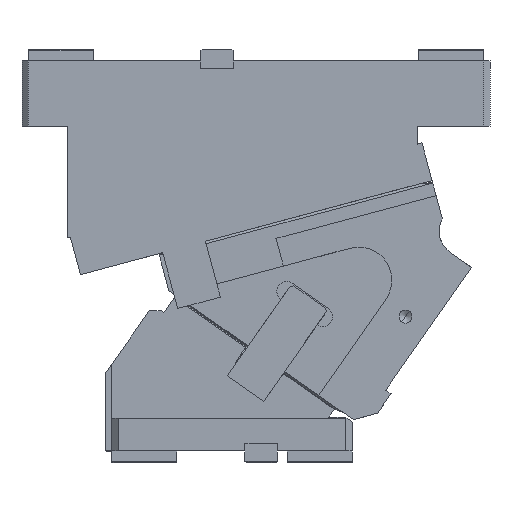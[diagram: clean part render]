
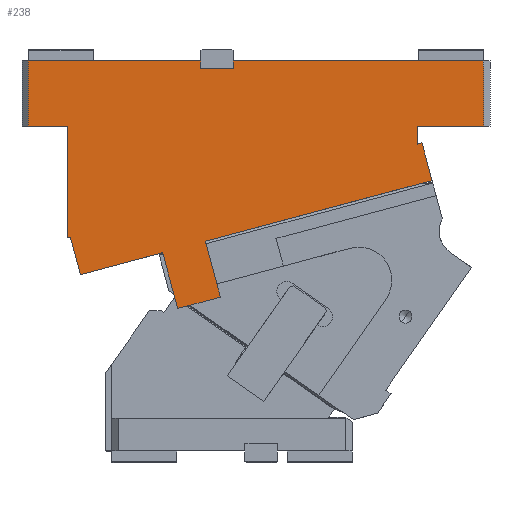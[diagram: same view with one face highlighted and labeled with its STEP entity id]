
A CAD part, front view. The second image highlights one B-rep face of the part: STEP entity #238.
In plain terms, the highlighted planar face has unit normal (0, -1, 0).
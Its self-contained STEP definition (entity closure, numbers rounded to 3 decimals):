
#52=CARTESIAN_POINT('Axis2P3D Location',(0.,-100.,0.)) ;
#57=CARTESIAN_POINT('Line Origine',(138.,-100.,-6.)) ;
#61=CARTESIAN_POINT('Vertex',(137.5,-100.,-6.)) ;
#63=CARTESIAN_POINT('Vertex',(138.5,-100.,-6.)) ;
#66=CARTESIAN_POINT('Line Origine',(137.5,-100.,-3.)) ;
#70=CARTESIAN_POINT('Vertex',(137.5,-100.,0.)) ;
#73=CARTESIAN_POINT('Line Origine',(71.25,-100.,0.)) ;
#77=CARTESIAN_POINT('Vertex',(5.,-100.,0.)) ;
#80=CARTESIAN_POINT('Line Origine',(5.,-100.,-25.)) ;
#84=CARTESIAN_POINT('Vertex',(5.,-100.,-50.)) ;
#87=CARTESIAN_POINT('Line Origine',(20.,-100.,-50.)) ;
#91=CARTESIAN_POINT('Vertex',(35.,-100.,-50.)) ;
#94=CARTESIAN_POINT('Line Origine',(35.,-100.,-92.75)) ;
#98=CARTESIAN_POINT('Vertex',(35.,-100.,-135.5)) ;
#101=CARTESIAN_POINT('Line Origine',(35.935,-100.,-135.5)) ;
#105=CARTESIAN_POINT('Vertex',(36.87,-100.,-135.5)) ;
#108=CARTESIAN_POINT('Line Origine',(37.039,-100.,-135.455)) ;
#112=CARTESIAN_POINT('Vertex',(37.208,-100.,-135.409)) ;
#116=CARTESIAN_POINT('Control Point',(44.972,-100.,-164.387)) ;
#117=CARTESIAN_POINT('Control Point',(37.208,-100.,-135.409)) ;
#118=CARTESIAN_POINT('Vertex',(44.972,-100.,-164.387)) ;
#122=CARTESIAN_POINT('Control Point',(108.24,-100.,-147.435)) ;
#123=CARTESIAN_POINT('Control Point',(44.972,-100.,-164.387)) ;
#124=CARTESIAN_POINT('Vertex',(108.24,-100.,-147.435)) ;
#127=CARTESIAN_POINT('Line Origine',(113.999,-100.,-168.926)) ;
#131=CARTESIAN_POINT('Vertex',(119.758,-100.,-190.418)) ;
#134=CARTESIAN_POINT('Line Origine',(136.179,-100.,-186.018)) ;
#138=CARTESIAN_POINT('Vertex',(152.599,-100.,-181.618)) ;
#141=CARTESIAN_POINT('Line Origine',(146.841,-100.,-160.127)) ;
#145=CARTESIAN_POINT('Vertex',(141.082,-100.,-138.635)) ;
#149=CARTESIAN_POINT('Control Point',(315.432,-100.,-91.918)) ;
#150=CARTESIAN_POINT('Control Point',(141.082,-100.,-138.635)) ;
#151=CARTESIAN_POINT('Vertex',(315.432,-100.,-91.918)) ;
#155=CARTESIAN_POINT('Control Point',(307.667,-100.,-62.94)) ;
#156=CARTESIAN_POINT('Control Point',(315.432,-100.,-91.918)) ;
#157=CARTESIAN_POINT('Vertex',(307.667,-100.,-62.94)) ;
#161=CARTESIAN_POINT('Control Point',(304.,-100.,-63.923)) ;
#162=CARTESIAN_POINT('Control Point',(307.667,-100.,-62.94)) ;
#163=CARTESIAN_POINT('Vertex',(304.,-100.,-63.923)) ;
#166=CARTESIAN_POINT('Line Origine',(304.,-100.,-56.961)) ;
#170=CARTESIAN_POINT('Vertex',(304.,-100.,-50.)) ;
#173=CARTESIAN_POINT('Line Origine',(329.5,-100.,-50.)) ;
#177=CARTESIAN_POINT('Vertex',(355.,-100.,-50.)) ;
#180=CARTESIAN_POINT('Line Origine',(355.,-100.,-25.)) ;
#184=CARTESIAN_POINT('Vertex',(355.,-100.,0.)) ;
#187=CARTESIAN_POINT('Line Origine',(258.75,-100.,0.)) ;
#191=CARTESIAN_POINT('Vertex',(162.5,-100.,0.)) ;
#194=CARTESIAN_POINT('Line Origine',(162.5,-100.,-3.)) ;
#198=CARTESIAN_POINT('Vertex',(162.5,-100.,-6.)) ;
#201=CARTESIAN_POINT('Line Origine',(162.,-100.,-6.)) ;
#205=CARTESIAN_POINT('Vertex',(161.5,-100.,-6.)) ;
#208=CARTESIAN_POINT('Line Origine',(150.,-100.,-6.)) ;
#53=DIRECTION('Axis2P3D Direction',(0.,1.,0.)) ;
#54=DIRECTION('Axis2P3D XDirection',(0.,0.,1.)) ;
#58=DIRECTION('Vector Direction',(1.,0.,0.)) ;
#67=DIRECTION('Vector Direction',(0.,0.,1.)) ;
#74=DIRECTION('Vector Direction',(1.,0.,0.)) ;
#81=DIRECTION('Vector Direction',(0.,0.,-1.)) ;
#88=DIRECTION('Vector Direction',(1.,0.,0.)) ;
#95=DIRECTION('Vector Direction',(0.,0.,-1.)) ;
#102=DIRECTION('Vector Direction',(-1.,0.,0.)) ;
#109=DIRECTION('Vector Direction',(-0.966,0.,-0.259)) ;
#128=DIRECTION('Vector Direction',(-0.259,0.,0.966)) ;
#135=DIRECTION('Vector Direction',(0.966,0.,0.259)) ;
#142=DIRECTION('Vector Direction',(-0.259,0.,0.966)) ;
#167=DIRECTION('Vector Direction',(0.,0.,1.)) ;
#174=DIRECTION('Vector Direction',(-1.,0.,0.)) ;
#181=DIRECTION('Vector Direction',(0.,0.,1.)) ;
#188=DIRECTION('Vector Direction',(1.,0.,0.)) ;
#195=DIRECTION('Vector Direction',(0.,0.,-1.)) ;
#202=DIRECTION('Vector Direction',(1.,0.,0.)) ;
#209=DIRECTION('Vector Direction',(1.,0.,0.)) ;
#55=AXIS2_PLACEMENT_3D('Plane Axis2P3D',#52,#53,#54) ;
#214=ORIENTED_EDGE('',*,*,#65,.F.) ;
#215=ORIENTED_EDGE('',*,*,#72,.T.) ;
#216=ORIENTED_EDGE('',*,*,#79,.F.) ;
#217=ORIENTED_EDGE('',*,*,#86,.T.) ;
#218=ORIENTED_EDGE('',*,*,#93,.T.) ;
#219=ORIENTED_EDGE('',*,*,#100,.T.) ;
#220=ORIENTED_EDGE('',*,*,#107,.F.) ;
#221=ORIENTED_EDGE('',*,*,#114,.F.) ;
#222=ORIENTED_EDGE('',*,*,#120,.T.) ;
#223=ORIENTED_EDGE('',*,*,#126,.T.) ;
#224=ORIENTED_EDGE('',*,*,#133,.F.) ;
#225=ORIENTED_EDGE('',*,*,#140,.T.) ;
#226=ORIENTED_EDGE('',*,*,#147,.T.) ;
#227=ORIENTED_EDGE('',*,*,#153,.T.) ;
#228=ORIENTED_EDGE('',*,*,#159,.T.) ;
#229=ORIENTED_EDGE('',*,*,#165,.T.) ;
#230=ORIENTED_EDGE('',*,*,#172,.T.) ;
#231=ORIENTED_EDGE('',*,*,#179,.F.) ;
#232=ORIENTED_EDGE('',*,*,#186,.T.) ;
#233=ORIENTED_EDGE('',*,*,#193,.F.) ;
#234=ORIENTED_EDGE('',*,*,#200,.T.) ;
#235=ORIENTED_EDGE('',*,*,#207,.F.) ;
#236=ORIENTED_EDGE('',*,*,#212,.F.) ;
#59=VECTOR('Line Direction',#58,1.) ;
#68=VECTOR('Line Direction',#67,1.) ;
#75=VECTOR('Line Direction',#74,1.) ;
#82=VECTOR('Line Direction',#81,1.) ;
#89=VECTOR('Line Direction',#88,1.) ;
#96=VECTOR('Line Direction',#95,1.) ;
#103=VECTOR('Line Direction',#102,1.) ;
#110=VECTOR('Line Direction',#109,1.) ;
#129=VECTOR('Line Direction',#128,1.) ;
#136=VECTOR('Line Direction',#135,1.) ;
#143=VECTOR('Line Direction',#142,1.) ;
#168=VECTOR('Line Direction',#167,1.) ;
#175=VECTOR('Line Direction',#174,1.) ;
#182=VECTOR('Line Direction',#181,1.) ;
#189=VECTOR('Line Direction',#188,1.) ;
#196=VECTOR('Line Direction',#195,1.) ;
#203=VECTOR('Line Direction',#202,1.) ;
#210=VECTOR('Line Direction',#209,1.) ;
#238=ADVANCED_FACE('CAM HOLDER',(#237),#56,.F.) ;
#115=B_SPLINE_CURVE_WITH_KNOTS('',1,(#116,#117),.UNSPECIFIED.,.F.,.U.,(2,2),(0.,30.),.UNSPECIFIED.) ;
#121=B_SPLINE_CURVE_WITH_KNOTS('',1,(#122,#123),.UNSPECIFIED.,.F.,.U.,(2,2),(214.5,280.),.UNSPECIFIED.) ;
#148=B_SPLINE_CURVE_WITH_KNOTS('',1,(#149,#150),.UNSPECIFIED.,.F.,.U.,(2,2),(0.,180.5),.UNSPECIFIED.) ;
#154=B_SPLINE_CURVE_WITH_KNOTS('',1,(#155,#156),.UNSPECIFIED.,.F.,.U.,(2,2),(0.,30.),.UNSPECIFIED.) ;
#160=B_SPLINE_CURVE_WITH_KNOTS('',1,(#161,#162),.UNSPECIFIED.,.F.,.U.,(2,2),(276.204,280.),.UNSPECIFIED.) ;
#65=EDGE_CURVE('',#62,#64,#60,.T.) ;
#72=EDGE_CURVE('',#62,#71,#69,.T.) ;
#79=EDGE_CURVE('',#78,#71,#76,.T.) ;
#86=EDGE_CURVE('',#78,#85,#83,.T.) ;
#93=EDGE_CURVE('',#85,#92,#90,.T.) ;
#100=EDGE_CURVE('',#92,#99,#97,.T.) ;
#107=EDGE_CURVE('',#106,#99,#104,.T.) ;
#114=EDGE_CURVE('',#113,#106,#111,.T.) ;
#120=EDGE_CURVE('',#113,#119,#115,.F.) ;
#126=EDGE_CURVE('',#119,#125,#121,.F.) ;
#133=EDGE_CURVE('',#132,#125,#130,.T.) ;
#140=EDGE_CURVE('',#132,#139,#137,.T.) ;
#147=EDGE_CURVE('',#139,#146,#144,.T.) ;
#153=EDGE_CURVE('',#146,#152,#148,.F.) ;
#159=EDGE_CURVE('',#152,#158,#154,.F.) ;
#165=EDGE_CURVE('',#158,#164,#160,.F.) ;
#172=EDGE_CURVE('',#164,#171,#169,.T.) ;
#179=EDGE_CURVE('',#178,#171,#176,.T.) ;
#186=EDGE_CURVE('',#178,#185,#183,.T.) ;
#193=EDGE_CURVE('',#192,#185,#190,.T.) ;
#200=EDGE_CURVE('',#192,#199,#197,.T.) ;
#207=EDGE_CURVE('',#206,#199,#204,.T.) ;
#212=EDGE_CURVE('',#64,#206,#211,.T.) ;
#213=EDGE_LOOP('',(#214,#215,#216,#217,#218,#219,#220,#221,#222,#223,#224,#225,#226,#227,#228,#229,#230,#231,#232,#233,#234,#235,#236)) ;
#237=FACE_OUTER_BOUND('',#213,.T.) ;
#60=LINE('Line',#57,#59) ;
#69=LINE('Line',#66,#68) ;
#76=LINE('Line',#73,#75) ;
#83=LINE('Line',#80,#82) ;
#90=LINE('Line',#87,#89) ;
#97=LINE('Line',#94,#96) ;
#104=LINE('Line',#101,#103) ;
#111=LINE('Line',#108,#110) ;
#130=LINE('Line',#127,#129) ;
#137=LINE('Line',#134,#136) ;
#144=LINE('Line',#141,#143) ;
#169=LINE('Line',#166,#168) ;
#176=LINE('Line',#173,#175) ;
#183=LINE('Line',#180,#182) ;
#190=LINE('Line',#187,#189) ;
#197=LINE('Line',#194,#196) ;
#204=LINE('Line',#201,#203) ;
#211=LINE('Line',#208,#210) ;
#56=PLANE('Plane',#55) ;
#62=VERTEX_POINT('',#61) ;
#64=VERTEX_POINT('',#63) ;
#71=VERTEX_POINT('',#70) ;
#78=VERTEX_POINT('',#77) ;
#85=VERTEX_POINT('',#84) ;
#92=VERTEX_POINT('',#91) ;
#99=VERTEX_POINT('',#98) ;
#106=VERTEX_POINT('',#105) ;
#113=VERTEX_POINT('',#112) ;
#119=VERTEX_POINT('',#118) ;
#125=VERTEX_POINT('',#124) ;
#132=VERTEX_POINT('',#131) ;
#139=VERTEX_POINT('',#138) ;
#146=VERTEX_POINT('',#145) ;
#152=VERTEX_POINT('',#151) ;
#158=VERTEX_POINT('',#157) ;
#164=VERTEX_POINT('',#163) ;
#171=VERTEX_POINT('',#170) ;
#178=VERTEX_POINT('',#177) ;
#185=VERTEX_POINT('',#184) ;
#192=VERTEX_POINT('',#191) ;
#199=VERTEX_POINT('',#198) ;
#206=VERTEX_POINT('',#205) ;
